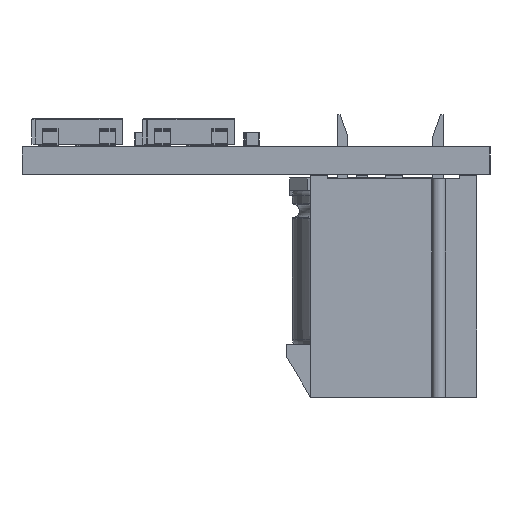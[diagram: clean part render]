
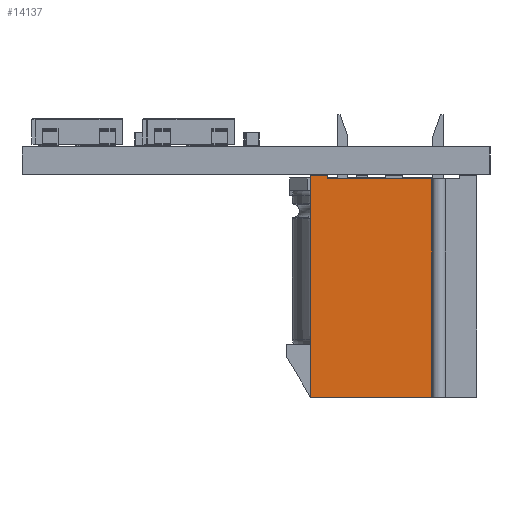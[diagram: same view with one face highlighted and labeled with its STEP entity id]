
A CAD part, left-side view. The second image highlights one B-rep face of the part: STEP entity #14137.
In plain terms, the highlighted face is planar.
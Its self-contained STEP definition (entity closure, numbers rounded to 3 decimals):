
#11454 = PLANE('',#11455);
#11455 = AXIS2_PLACEMENT_3D('',#11456,#11457,#11458);
#11456 = CARTESIAN_POINT('',(-4.8,0.,-4.8));
#11457 = DIRECTION('',(0.,0.,-1.));
#11458 = DIRECTION('',(0.,-1.,0.));
#11550 = PLANE('',#11551);
#11551 = AXIS2_PLACEMENT_3D('',#11552,#11553,#11554);
#11552 = CARTESIAN_POINT('',(-4.8,12.8,-4.8));
#11553 = DIRECTION('',(0.,1.,0.));
#11554 = DIRECTION('',(1.,0.,-0.));
#11647 = VERTEX_POINT('',#11648);
#11648 = CARTESIAN_POINT('',(4.8,12.8,-4.8));
#11669 = EDGE_CURVE('',#11670,#11647,#11672,.T.);
#11670 = VERTEX_POINT('',#11671);
#11671 = CARTESIAN_POINT('',(4.8,0.,-4.8));
#11672 = SURFACE_CURVE('',#11673,(#11677,#11684),.PCURVE_S1.);
#11673 = LINE('',#11674,#11675);
#11674 = CARTESIAN_POINT('',(4.8,0.,-4.8));
#11675 = VECTOR('',#11676,1.);
#11676 = DIRECTION('',(0.,1.,0.));
#11677 = PCURVE('',#11454,#11678);
#11678 = DEFINITIONAL_REPRESENTATION('',(#11679),#11683);
#11679 = LINE('',#11680,#11681);
#11680 = CARTESIAN_POINT('',(0.,-9.6));
#11681 = VECTOR('',#11682,1.);
#11682 = DIRECTION('',(-1.,-0.));
#11683 = ( GEOMETRIC_REPRESENTATION_CONTEXT(2) 
PARAMETRIC_REPRESENTATION_CONTEXT() REPRESENTATION_CONTEXT('2D SPACE',''
  ) );
#11684 = PCURVE('',#11685,#11690);
#11685 = PLANE('',#11686);
#11686 = AXIS2_PLACEMENT_3D('',#11687,#11688,#11689);
#11687 = CARTESIAN_POINT('',(4.8,0.,0.));
#11688 = DIRECTION('',(1.,0.,0.));
#11689 = DIRECTION('',(0.,1.,-0.));
#11690 = DEFINITIONAL_REPRESENTATION('',(#11691),#11695);
#11691 = LINE('',#11692,#11693);
#11692 = CARTESIAN_POINT('',(0.,-4.8));
#11693 = VECTOR('',#11694,1.);
#11694 = DIRECTION('',(1.,0.));
#11695 = ( GEOMETRIC_REPRESENTATION_CONTEXT(2) 
PARAMETRIC_REPRESENTATION_CONTEXT() REPRESENTATION_CONTEXT('2D SPACE',''
  ) );
#11713 = PLANE('',#11714);
#11714 = AXIS2_PLACEMENT_3D('',#11715,#11716,#11717);
#11715 = CARTESIAN_POINT('',(-4.8,0.,4.8));
#11716 = DIRECTION('',(0.,-1.,0.));
#11717 = DIRECTION('',(0.,0.,-1.));
#11933 = PLANE('',#11934);
#11934 = AXIS2_PLACEMENT_3D('',#11935,#11936,#11937);
#11935 = CARTESIAN_POINT('',(0.8,0.,-3.8));
#11936 = DIRECTION('',(0.,0.,-1.));
#11937 = DIRECTION('',(0.,-1.,0.));
#13696 = PLANE('',#13697);
#13697 = AXIS2_PLACEMENT_3D('',#13698,#13699,#13700);
#13698 = CARTESIAN_POINT('',(-4.8,0.2,0.));
#13699 = DIRECTION('',(0.,-1.,0.));
#13700 = DIRECTION('',(0.,0.,-1.));
#14137 = ADVANCED_FACE('',(#14138),#11685,.T.);
#14138 = FACE_BOUND('',#14139,.T.);
#14139 = EDGE_LOOP('',(#14140,#14165,#14188,#14209,#14210,#14233));
#14140 = ORIENTED_EDGE('',*,*,#14141,.F.);
#14141 = EDGE_CURVE('',#14142,#14144,#14146,.T.);
#14142 = VERTEX_POINT('',#14143);
#14143 = CARTESIAN_POINT('',(4.8,0.2,-3.8));
#14144 = VERTEX_POINT('',#14145);
#14145 = CARTESIAN_POINT('',(4.8,0.2,2.2));
#14146 = SURFACE_CURVE('',#14147,(#14151,#14158),.PCURVE_S1.);
#14147 = LINE('',#14148,#14149);
#14148 = CARTESIAN_POINT('',(4.8,0.2,-3.8)
  );
#14149 = VECTOR('',#14150,1.);
#14150 = DIRECTION('',(0.,0.,1.));
#14151 = PCURVE('',#11685,#14152);
#14152 = DEFINITIONAL_REPRESENTATION('',(#14153),#14157);
#14153 = LINE('',#14154,#14155);
#14154 = CARTESIAN_POINT('',(0.2,-3.8));
#14155 = VECTOR('',#14156,1.);
#14156 = DIRECTION('',(0.,1.));
#14157 = ( GEOMETRIC_REPRESENTATION_CONTEXT(2) 
PARAMETRIC_REPRESENTATION_CONTEXT() REPRESENTATION_CONTEXT('2D SPACE',''
  ) );
#14158 = PCURVE('',#13696,#14159);
#14159 = DEFINITIONAL_REPRESENTATION('',(#14160),#14164);
#14160 = LINE('',#14161,#14162);
#14161 = CARTESIAN_POINT('',(3.8,9.6));
#14162 = VECTOR('',#14163,1.);
#14163 = DIRECTION('',(-1.,0.));
#14164 = ( GEOMETRIC_REPRESENTATION_CONTEXT(2) 
PARAMETRIC_REPRESENTATION_CONTEXT() REPRESENTATION_CONTEXT('2D SPACE',''
  ) );
#14165 = ORIENTED_EDGE('',*,*,#14166,.F.);
#14166 = EDGE_CURVE('',#14167,#14142,#14169,.T.);
#14167 = VERTEX_POINT('',#14168);
#14168 = CARTESIAN_POINT('',(4.8,0.,-3.8));
#14169 = SURFACE_CURVE('',#14170,(#14174,#14181),.PCURVE_S1.);
#14170 = LINE('',#14171,#14172);
#14171 = CARTESIAN_POINT('',(4.8,0.,-3.8));
#14172 = VECTOR('',#14173,1.);
#14173 = DIRECTION('',(0.,1.,0.));
#14174 = PCURVE('',#11685,#14175);
#14175 = DEFINITIONAL_REPRESENTATION('',(#14176),#14180);
#14176 = LINE('',#14177,#14178);
#14177 = CARTESIAN_POINT('',(0.,-3.8));
#14178 = VECTOR('',#14179,1.);
#14179 = DIRECTION('',(1.,0.));
#14180 = ( GEOMETRIC_REPRESENTATION_CONTEXT(2) 
PARAMETRIC_REPRESENTATION_CONTEXT() REPRESENTATION_CONTEXT('2D SPACE',''
  ) );
#14181 = PCURVE('',#11933,#14182);
#14182 = DEFINITIONAL_REPRESENTATION('',(#14183),#14187);
#14183 = LINE('',#14184,#14185);
#14184 = CARTESIAN_POINT('',(0.,-4.));
#14185 = VECTOR('',#14186,1.);
#14186 = DIRECTION('',(-1.,-0.));
#14187 = ( GEOMETRIC_REPRESENTATION_CONTEXT(2) 
PARAMETRIC_REPRESENTATION_CONTEXT() REPRESENTATION_CONTEXT('2D SPACE',''
  ) );
#14188 = ORIENTED_EDGE('',*,*,#14189,.T.);
#14189 = EDGE_CURVE('',#14167,#11670,#14190,.T.);
#14190 = SURFACE_CURVE('',#14191,(#14195,#14202),.PCURVE_S1.);
#14191 = LINE('',#14192,#14193);
#14192 = CARTESIAN_POINT('',(4.8,0.,-3.8));
#14193 = VECTOR('',#14194,1.);
#14194 = DIRECTION('',(0.,0.,-1.));
#14195 = PCURVE('',#11685,#14196);
#14196 = DEFINITIONAL_REPRESENTATION('',(#14197),#14201);
#14197 = LINE('',#14198,#14199);
#14198 = CARTESIAN_POINT('',(0.,-3.8));
#14199 = VECTOR('',#14200,1.);
#14200 = DIRECTION('',(0.,-1.));
#14201 = ( GEOMETRIC_REPRESENTATION_CONTEXT(2) 
PARAMETRIC_REPRESENTATION_CONTEXT() REPRESENTATION_CONTEXT('2D SPACE',''
  ) );
#14202 = PCURVE('',#11713,#14203);
#14203 = DEFINITIONAL_REPRESENTATION('',(#14204),#14208);
#14204 = LINE('',#14205,#14206);
#14205 = CARTESIAN_POINT('',(8.6,9.6));
#14206 = VECTOR('',#14207,1.);
#14207 = DIRECTION('',(1.,0.));
#14208 = ( GEOMETRIC_REPRESENTATION_CONTEXT(2) 
PARAMETRIC_REPRESENTATION_CONTEXT() REPRESENTATION_CONTEXT('2D SPACE',''
  ) );
#14209 = ORIENTED_EDGE('',*,*,#11669,.T.);
#14210 = ORIENTED_EDGE('',*,*,#14211,.T.);
#14211 = EDGE_CURVE('',#11647,#14212,#14214,.T.);
#14212 = VERTEX_POINT('',#14213);
#14213 = CARTESIAN_POINT('',(4.8,12.8,2.2));
#14214 = SURFACE_CURVE('',#14215,(#14219,#14226),.PCURVE_S1.);
#14215 = LINE('',#14216,#14217);
#14216 = CARTESIAN_POINT('',(4.8,12.8,-4.8
    ));
#14217 = VECTOR('',#14218,1.);
#14218 = DIRECTION('',(0.,0.,1.));
#14219 = PCURVE('',#11685,#14220);
#14220 = DEFINITIONAL_REPRESENTATION('',(#14221),#14225);
#14221 = LINE('',#14222,#14223);
#14222 = CARTESIAN_POINT('',(12.8,-4.8));
#14223 = VECTOR('',#14224,1.);
#14224 = DIRECTION('',(0.,1.));
#14225 = ( GEOMETRIC_REPRESENTATION_CONTEXT(2) 
PARAMETRIC_REPRESENTATION_CONTEXT() REPRESENTATION_CONTEXT('2D SPACE',''
  ) );
#14226 = PCURVE('',#11550,#14227);
#14227 = DEFINITIONAL_REPRESENTATION('',(#14228),#14232);
#14228 = LINE('',#14229,#14230);
#14229 = CARTESIAN_POINT('',(9.6,0.));
#14230 = VECTOR('',#14231,1.);
#14231 = DIRECTION('',(0.,-1.));
#14232 = ( GEOMETRIC_REPRESENTATION_CONTEXT(2) 
PARAMETRIC_REPRESENTATION_CONTEXT() REPRESENTATION_CONTEXT('2D SPACE',''
  ) );
#14233 = ORIENTED_EDGE('',*,*,#14234,.T.);
#14234 = EDGE_CURVE('',#14212,#14144,#14235,.T.);
#14235 = SURFACE_CURVE('',#14236,(#14240,#14247),.PCURVE_S1.);
#14236 = LINE('',#14237,#14238);
#14237 = CARTESIAN_POINT('',(4.8,12.8,2.2)
  );
#14238 = VECTOR('',#14239,1.);
#14239 = DIRECTION('',(0.,-1.,0.));
#14240 = PCURVE('',#11685,#14241);
#14241 = DEFINITIONAL_REPRESENTATION('',(#14242),#14246);
#14242 = LINE('',#14243,#14244);
#14243 = CARTESIAN_POINT('',(12.8,2.2));
#14244 = VECTOR('',#14245,1.);
#14245 = DIRECTION('',(-1.,0.));
#14246 = ( GEOMETRIC_REPRESENTATION_CONTEXT(2) 
PARAMETRIC_REPRESENTATION_CONTEXT() REPRESENTATION_CONTEXT('2D SPACE',''
  ) );
#14247 = PCURVE('',#14248,#14253);
#14248 = CYLINDRICAL_SURFACE('',#14249,0.4);
#14249 = AXIS2_PLACEMENT_3D('',#14250,#14251,#14252);
#14250 = CARTESIAN_POINT('',(4.8,12.8,2.6));
#14251 = DIRECTION('',(-0.,1.,-0.));
#14252 = DIRECTION('',(1.,0.,0.));
#14253 = DEFINITIONAL_REPRESENTATION('',(#14254),#14258);
#14254 = LINE('',#14255,#14256);
#14255 = CARTESIAN_POINT('',(7.854,0.));
#14256 = VECTOR('',#14257,1.);
#14257 = DIRECTION('',(0.,-1.));
#14258 = ( GEOMETRIC_REPRESENTATION_CONTEXT(2) 
PARAMETRIC_REPRESENTATION_CONTEXT() REPRESENTATION_CONTEXT('2D SPACE',''
  ) );
